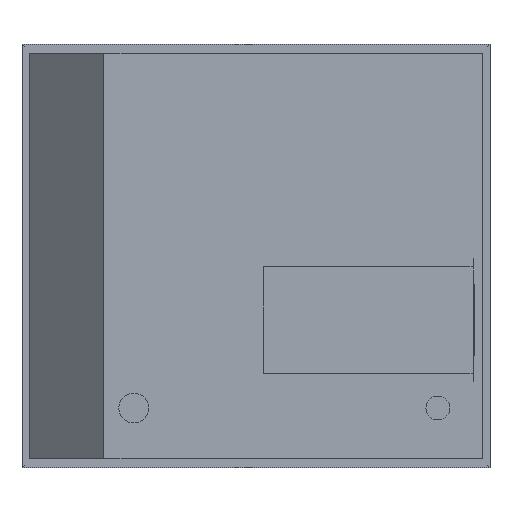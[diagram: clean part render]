
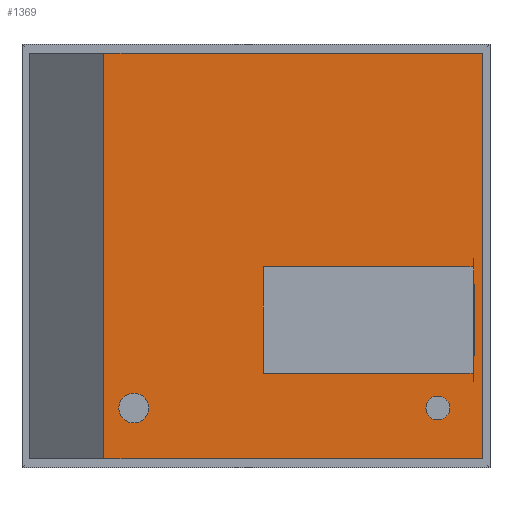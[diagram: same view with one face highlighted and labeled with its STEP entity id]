
A CAD part, front view. The second image highlights one B-rep face of the part: STEP entity #1369.
In plain terms, the highlighted planar face has unit normal (0, -1, 0).
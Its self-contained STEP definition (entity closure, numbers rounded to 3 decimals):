
#25=FACE_BOUND('',#169,.T.);
#26=FACE_BOUND('',#170,.T.);
#86=FACE_OUTER_BOUND('',#168,.T.);
#168=EDGE_LOOP('',(#1119,#1120,#1121,#1122));
#169=EDGE_LOOP('',(#1123,#1124));
#170=EDGE_LOOP('',(#1125,#1126));
#301=LINE('',#2145,#468);
#304=LINE('',#2151,#471);
#310=LINE('',#2162,#477);
#311=LINE('',#2164,#478);
#468=VECTOR('',#1756,10.);
#471=VECTOR('',#1761,10.);
#477=VECTOR('',#1775,10.);
#478=VECTOR('',#1778,10.);
#546=CIRCLE('',#1458,25.);
#547=CIRCLE('',#1459,25.);
#550=CIRCLE('',#1464,20.);
#551=CIRCLE('',#1465,20.);
#598=VERTEX_POINT('',#2023);
#599=VERTEX_POINT('',#2025);
#602=VERTEX_POINT('',#2034);
#603=VERTEX_POINT('',#2036);
#639=VERTEX_POINT('',#2142);
#640=VERTEX_POINT('',#2144);
#641=VERTEX_POINT('',#2148);
#642=VERTEX_POINT('',#2150);
#746=EDGE_CURVE('',#599,#598,#546,.T.);
#747=EDGE_CURVE('',#598,#599,#547,.T.);
#751=EDGE_CURVE('',#603,#602,#550,.T.);
#752=EDGE_CURVE('',#602,#603,#551,.T.);
#803=EDGE_CURVE('',#639,#640,#301,.T.);
#806=EDGE_CURVE('',#641,#642,#304,.T.);
#812=EDGE_CURVE('',#641,#640,#310,.T.);
#813=EDGE_CURVE('',#642,#639,#311,.T.);
#1119=ORIENTED_EDGE('',*,*,#813,.F.);
#1120=ORIENTED_EDGE('',*,*,#806,.F.);
#1121=ORIENTED_EDGE('',*,*,#812,.T.);
#1122=ORIENTED_EDGE('',*,*,#803,.F.);
#1123=ORIENTED_EDGE('',*,*,#746,.T.);
#1124=ORIENTED_EDGE('',*,*,#747,.T.);
#1125=ORIENTED_EDGE('',*,*,#751,.T.);
#1126=ORIENTED_EDGE('',*,*,#752,.T.);
#1292=PLANE('',#1490);
#1369=ADVANCED_FACE('',(#86,#25,#26),#1292,.T.);
#1458=AXIS2_PLACEMENT_3D('',#2026,#1651,#1652);
#1459=AXIS2_PLACEMENT_3D('',#2027,#1653,#1654);
#1464=AXIS2_PLACEMENT_3D('',#2037,#1664,#1665);
#1465=AXIS2_PLACEMENT_3D('',#2038,#1666,#1667);
#1490=AXIS2_PLACEMENT_3D('',#2163,#1776,#1777);
#1651=DIRECTION('center_axis',(0.,1.,0.));
#1652=DIRECTION('ref_axis',(1.,0.,0.));
#1653=DIRECTION('center_axis',(0.,1.,0.));
#1654=DIRECTION('ref_axis',(1.,0.,0.));
#1664=DIRECTION('center_axis',(0.,1.,0.));
#1665=DIRECTION('ref_axis',(1.,0.,0.));
#1666=DIRECTION('center_axis',(0.,1.,0.));
#1667=DIRECTION('ref_axis',(1.,0.,0.));
#1756=DIRECTION('',(1.,0.,0.));
#1761=DIRECTION('',(-1.,0.,0.));
#1775=DIRECTION('',(0.,0.,1.));
#1776=DIRECTION('center_axis',(0.,-1.,0.));
#1777=DIRECTION('ref_axis',(1.,0.,0.));
#1778=DIRECTION('',(0.,0.,1.));
#2023=CARTESIAN_POINT('',(-230.,0.,-255.));
#2025=CARTESIAN_POINT('',(-180.,0.,-255.));
#2026=CARTESIAN_POINT('Origin',(-205.,0.,-255.));
#2027=CARTESIAN_POINT('Origin',(-205.,0.,-255.));
#2034=CARTESIAN_POINT('',(285.,0.,-255.));
#2036=CARTESIAN_POINT('',(325.,0.,-255.));
#2037=CARTESIAN_POINT('Origin',(305.,0.,-255.));
#2038=CARTESIAN_POINT('Origin',(305.,0.,-255.));
#2142=CARTESIAN_POINT('',(-255.,0.,340.));
#2144=CARTESIAN_POINT('',(380.,0.,340.));
#2145=CARTESIAN_POINT('',(-255.,0.,340.));
#2148=CARTESIAN_POINT('',(380.,0.,-340.));
#2150=CARTESIAN_POINT('',(-255.,0.,-340.));
#2151=CARTESIAN_POINT('',(-255.,0.,-340.));
#2162=CARTESIAN_POINT('',(380.,0.,0.));
#2163=CARTESIAN_POINT('Origin',(-255.,0.,0.));
#2164=CARTESIAN_POINT('',(-255.,0.,0.));
